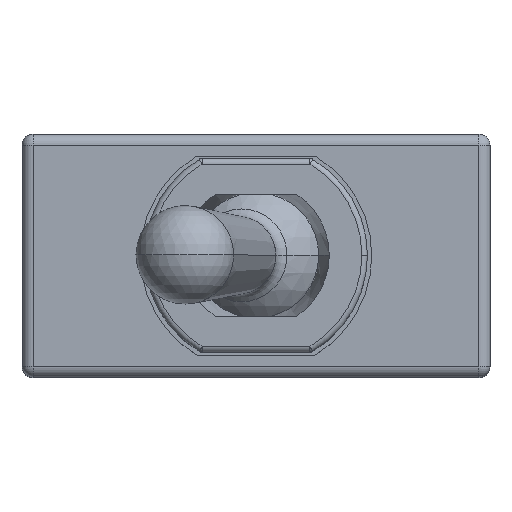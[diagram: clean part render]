
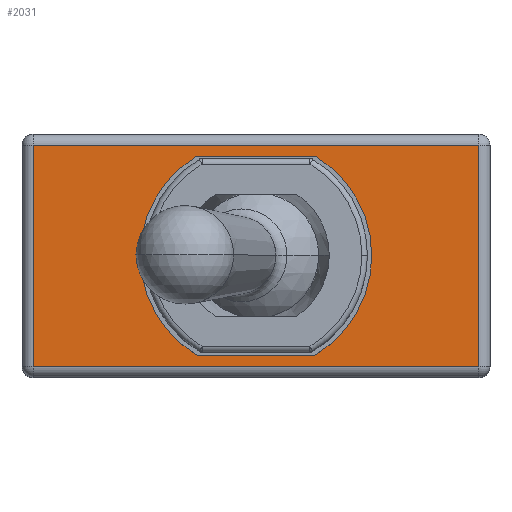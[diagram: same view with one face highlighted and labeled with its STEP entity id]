
A CAD part, top view. The second image highlights one B-rep face of the part: STEP entity #2031.
In plain terms, the highlighted planar face has unit normal (0, 0, 1).
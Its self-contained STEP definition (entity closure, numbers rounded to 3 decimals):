
#39 = DIRECTION ( 'NONE',  ( 0., 0., -1. ) ) ;
#52 = DIRECTION ( 'NONE',  ( 1., 0., 0. ) ) ;
#58 = ORIENTED_EDGE ( 'NONE', *, *, #2029, .T. ) ;
#78 = EDGE_CURVE ( 'NONE', #1061, #3492, #1143, .T. ) ;
#119 = EDGE_CURVE ( 'NONE', #1297, #2072, #3661, .T. ) ;
#198 = ORIENTED_EDGE ( 'NONE', *, *, #1584, .T. ) ;
#204 = DIRECTION ( 'NONE',  ( 0., 0., 1. ) ) ;
#246 = VECTOR ( 'NONE', #1034, 1000. ) ;
#259 = DIRECTION ( 'NONE',  ( 0., -1., 0. ) ) ;
#275 = ORIENTED_EDGE ( 'NONE', *, *, #3235, .T. ) ;
#332 = CARTESIAN_POINT ( 'NONE',  ( 0., 3., 0. ) ) ;
#336 = VECTOR ( 'NONE', #1348, 1000. ) ;
#363 = VERTEX_POINT ( 'NONE', #1898 ) ;
#367 = CARTESIAN_POINT ( 'NONE',  ( 1.561, 2.55, 0. ) ) ;
#419 = CIRCLE ( 'NONE', #460, 0.15 ) ;
#460 = AXIS2_PLACEMENT_3D ( 'NONE', #1301, #3502, #1607 ) ;
#535 = CIRCLE ( 'NONE', #2221, 0.15 ) ;
#562 = CARTESIAN_POINT ( 'NONE',  ( -1.64, 2.678, 0. ) ) ;
#589 = AXIS2_PLACEMENT_3D ( 'NONE', #1876, #39, #2201 ) ;
#613 = CIRCLE ( 'NONE', #2001, 3.14 ) ;
#629 = PLANE ( 'NONE',  #2343 ) ;
#635 = CARTESIAN_POINT ( 'NONE',  ( 1.64, -2.678, 0. ) ) ;
#683 = ORIENTED_EDGE ( 'NONE', *, *, #2511, .F. ) ;
#811 = EDGE_CURVE ( 'NONE', #1297, #363, #535, .T. ) ;
#839 = ORIENTED_EDGE ( 'NONE', *, *, #3012, .T. ) ;
#890 = CARTESIAN_POINT ( 'NONE',  ( 6.05, -3., 0. ) ) ;
#938 = DIRECTION ( 'NONE',  ( 1., 0., 0. ) ) ;
#1034 = DIRECTION ( 'NONE',  ( -1., 0., 0. ) ) ;
#1061 = VERTEX_POINT ( 'NONE', #1559 ) ;
#1081 = EDGE_LOOP ( 'NONE', ( #3954, #58, #3041, #4018 ) ) ;
#1110 = EDGE_CURVE ( 'NONE', #1293, #1564, #3657, .T. ) ;
#1134 = ORIENTED_EDGE ( 'NONE', *, *, #78, .F. ) ;
#1135 = VECTOR ( 'NONE', #1600, 1000. ) ;
#1143 = LINE ( 'NONE', #1975, #336 ) ;
#1190 = LINE ( 'NONE', #332, #2869 ) ;
#1225 = CARTESIAN_POINT ( 'NONE',  ( 3.14, 0., 0. ) ) ;
#1253 = DIRECTION ( 'NONE',  ( 0., 0., -1. ) ) ;
#1293 = VERTEX_POINT ( 'NONE', #3513 ) ;
#1297 = VERTEX_POINT ( 'NONE', #2259 ) ;
#1301 = CARTESIAN_POINT ( 'NONE',  ( -1.561, 2.55, 0. ) ) ;
#1348 = DIRECTION ( 'NONE',  ( 1., 0., 0. ) ) ;
#1469 = EDGE_CURVE ( 'NONE', #1536, #1293, #2942, .T. ) ;
#1482 = VERTEX_POINT ( 'NONE', #562 ) ;
#1536 = VERTEX_POINT ( 'NONE', #3063 ) ;
#1559 = CARTESIAN_POINT ( 'NONE',  ( -1.561, -2.7, 0. ) ) ;
#1564 = VERTEX_POINT ( 'NONE', #890 ) ;
#1568 = CARTESIAN_POINT ( 'NONE',  ( -1.561, 2.7, 0. ) ) ;
#1579 = VERTEX_POINT ( 'NONE', #635 ) ;
#1584 = EDGE_CURVE ( 'NONE', #1061, #3393, #2452, .T. ) ;
#1600 = DIRECTION ( 'NONE',  ( 1., 0., 0. ) ) ;
#1603 = VERTEX_POINT ( 'NONE', #2518 ) ;
#1607 = DIRECTION ( 'NONE',  ( 1., 0., 0. ) ) ;
#1629 = DIRECTION ( 'NONE',  ( 0., 0., 1. ) ) ;
#1633 = CIRCLE ( 'NONE', #2413, 3.14 ) ;
#1800 = LINE ( 'NONE', #1932, #3481 ) ;
#1811 = AXIS2_PLACEMENT_3D ( 'NONE', #3127, #1253, #3460 ) ;
#1818 = CARTESIAN_POINT ( 'NONE',  ( 0., 0., 0. ) ) ;
#1856 = CARTESIAN_POINT ( 'NONE',  ( 0., 0., 0. ) ) ;
#1858 = EDGE_CURVE ( 'NONE', #1579, #2932, #613, .T. ) ;
#1876 = CARTESIAN_POINT ( 'NONE',  ( -1.561, -2.55, 0. ) ) ;
#1898 = CARTESIAN_POINT ( 'NONE',  ( 1.64, 2.678, 0. ) ) ;
#1905 = VECTOR ( 'NONE', #259, 1000. ) ;
#1932 = CARTESIAN_POINT ( 'NONE',  ( 6.05, 0., 0. ) ) ;
#1975 = CARTESIAN_POINT ( 'NONE',  ( 0., -2.7, 0. ) ) ;
#2001 = AXIS2_PLACEMENT_3D ( 'NONE', #2059, #204, #2366 ) ;
#2029 = EDGE_CURVE ( 'NONE', #1603, #1536, #1190, .T. ) ;
#2031 = ADVANCED_FACE ( 'NONE', ( #3611, #3708 ), #629, .T. ) ;
#2059 = CARTESIAN_POINT ( 'NONE',  ( 0., 0., 0. ) ) ;
#2063 = AXIS2_PLACEMENT_3D ( 'NONE', #3529, #1629, #3850 ) ;
#2072 = VERTEX_POINT ( 'NONE', #1568 ) ;
#2106 = CARTESIAN_POINT ( 'NONE',  ( -6.05, 0., 0. ) ) ;
#2146 = DIRECTION ( 'NONE',  ( 1., 0., 0. ) ) ;
#2201 = DIRECTION ( 'NONE',  ( 1., 0., 0. ) ) ;
#2212 = DIRECTION ( 'NONE',  ( 0., 0., -1. ) ) ;
#2221 = AXIS2_PLACEMENT_3D ( 'NONE', #367, #2212, #52 ) ;
#2243 = EDGE_CURVE ( 'NONE', #2932, #363, #2928, .T. ) ;
#2259 = CARTESIAN_POINT ( 'NONE',  ( 1.561, 2.7, 0. ) ) ;
#2343 = AXIS2_PLACEMENT_3D ( 'NONE', #1856, #2812, #938 ) ;
#2366 = DIRECTION ( 'NONE',  ( 1., 0., 0. ) ) ;
#2413 = AXIS2_PLACEMENT_3D ( 'NONE', #1818, #4033, #2146 ) ;
#2452 = CIRCLE ( 'NONE', #589, 0.15 ) ;
#2499 = DIRECTION ( 'NONE',  ( -1., 0., 0. ) ) ;
#2511 = EDGE_CURVE ( 'NONE', #1482, #3393, #1633, .T. ) ;
#2518 = CARTESIAN_POINT ( 'NONE',  ( 6.05, 3., 0. ) ) ;
#2812 = DIRECTION ( 'NONE',  ( 0., 0., 1. ) ) ;
#2869 = VECTOR ( 'NONE', #2499, 1000. ) ;
#2876 = ORIENTED_EDGE ( 'NONE', *, *, #811, .T. ) ;
#2881 = CARTESIAN_POINT ( 'NONE',  ( 0., -3., 0. ) ) ;
#2916 = CARTESIAN_POINT ( 'NONE',  ( 0., 2.7, 0. ) ) ;
#2928 = CIRCLE ( 'NONE', #2063, 3.14 ) ;
#2932 = VERTEX_POINT ( 'NONE', #1225 ) ;
#2942 = LINE ( 'NONE', #2106, #1905 ) ;
#3012 = EDGE_CURVE ( 'NONE', #1482, #2072, #419, .T. ) ;
#3041 = ORIENTED_EDGE ( 'NONE', *, *, #1469, .T. ) ;
#3063 = CARTESIAN_POINT ( 'NONE',  ( -6.05, 3., 0. ) ) ;
#3127 = CARTESIAN_POINT ( 'NONE',  ( 1.561, -2.55, 0. ) ) ;
#3226 = CIRCLE ( 'NONE', #1811, 0.15 ) ;
#3235 = EDGE_CURVE ( 'NONE', #1579, #3492, #3226, .T. ) ;
#3294 = EDGE_CURVE ( 'NONE', #1564, #1603, #1800, .T. ) ;
#3298 = ORIENTED_EDGE ( 'NONE', *, *, #2243, .F. ) ;
#3393 = VERTEX_POINT ( 'NONE', #3558 ) ;
#3460 = DIRECTION ( 'NONE',  ( 1., 0., 0. ) ) ;
#3481 = VECTOR ( 'NONE', #3831, 1000. ) ;
#3483 = ORIENTED_EDGE ( 'NONE', *, *, #119, .F. ) ;
#3492 = VERTEX_POINT ( 'NONE', #3905 ) ;
#3502 = DIRECTION ( 'NONE',  ( 0., 0., -1. ) ) ;
#3513 = CARTESIAN_POINT ( 'NONE',  ( -6.05, -3., 0. ) ) ;
#3529 = CARTESIAN_POINT ( 'NONE',  ( 0., 0., 0. ) ) ;
#3558 = CARTESIAN_POINT ( 'NONE',  ( -1.64, -2.678, 0. ) ) ;
#3611 = FACE_BOUND ( 'NONE', #3956, .T. ) ;
#3657 = LINE ( 'NONE', #2881, #1135 ) ;
#3661 = LINE ( 'NONE', #2916, #246 ) ;
#3708 = FACE_OUTER_BOUND ( 'NONE', #1081, .T. ) ;
#3831 = DIRECTION ( 'NONE',  ( 0., 1., 0. ) ) ;
#3850 = DIRECTION ( 'NONE',  ( 1., 0., 0. ) ) ;
#3866 = ORIENTED_EDGE ( 'NONE', *, *, #1858, .F. ) ;
#3905 = CARTESIAN_POINT ( 'NONE',  ( 1.561, -2.7, 0. ) ) ;
#3954 = ORIENTED_EDGE ( 'NONE', *, *, #3294, .T. ) ;
#3956 = EDGE_LOOP ( 'NONE', ( #3866, #275, #1134, #198, #683, #839, #3483, #2876, #3298 ) ) ;
#4018 = ORIENTED_EDGE ( 'NONE', *, *, #1110, .T. ) ;
#4033 = DIRECTION ( 'NONE',  ( 0., 0., 1. ) ) ;
